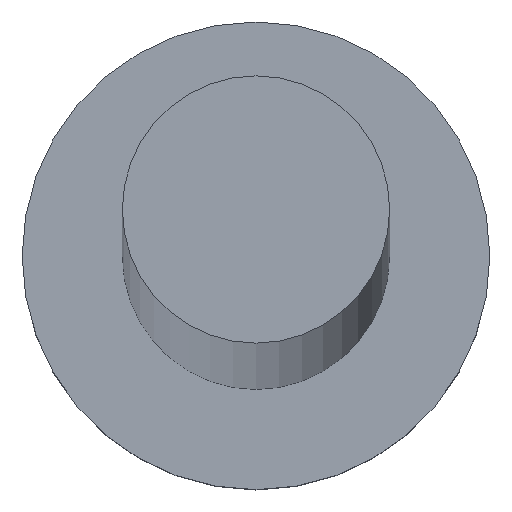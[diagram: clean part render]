
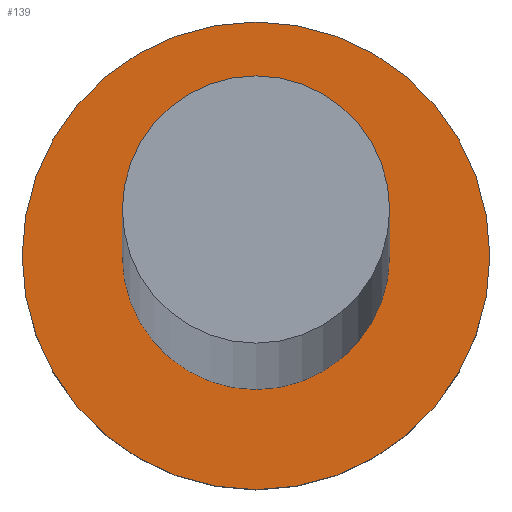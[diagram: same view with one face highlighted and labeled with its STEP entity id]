
A CAD part, top view. The second image highlights one B-rep face of the part: STEP entity #139.
In plain terms, the highlighted planar face has unit normal (0, 0, 1).
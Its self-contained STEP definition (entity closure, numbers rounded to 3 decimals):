
#2 = FACE_OUTER_BOUND ( 'NONE', #172, .T. ) ;
#8 = VERTEX_POINT ( 'NONE', #49 ) ;
#10 = VERTEX_POINT ( 'NONE', #160 ) ;
#23 = CARTESIAN_POINT ( 'NONE',  ( -4., 0., 5. ) ) ;
#25 = DIRECTION ( 'NONE',  ( 1., 0., 0. ) ) ;
#41 = PLANE ( 'NONE',  #159 ) ;
#42 = CARTESIAN_POINT ( 'NONE',  ( 0., 0., 5. ) ) ;
#45 = CIRCLE ( 'NONE', #196, 7. ) ;
#47 = DIRECTION ( 'NONE',  ( 0., 0., 1. ) ) ;
#49 = CARTESIAN_POINT ( 'NONE',  ( 4., 0., 5. ) ) ;
#50 = CARTESIAN_POINT ( 'NONE',  ( 7., 0., 5. ) ) ;
#59 = DIRECTION ( 'NONE',  ( 1., 0., 0. ) ) ;
#61 = AXIS2_PLACEMENT_3D ( 'NONE', #133, #47, #25 ) ;
#62 = FACE_BOUND ( 'NONE', #208, .T. ) ;
#73 = EDGE_CURVE ( 'NONE', #212, #10, #45, .T. ) ;
#87 = ORIENTED_EDGE ( 'NONE', *, *, #122, .F. ) ;
#89 = CIRCLE ( 'NONE', #167, 7. ) ;
#104 = EDGE_CURVE ( 'NONE', #10, #212, #89, .T. ) ;
#110 = ORIENTED_EDGE ( 'NONE', *, *, #73, .T. ) ;
#112 = ORIENTED_EDGE ( 'NONE', *, *, #241, .F. ) ;
#122 = EDGE_CURVE ( 'NONE', #225, #8, #230, .T. ) ;
#123 = CARTESIAN_POINT ( 'NONE',  ( 0., 0., 5. ) ) ;
#125 = DIRECTION ( 'NONE',  ( 0., 0., 1. ) ) ;
#126 = AXIS2_PLACEMENT_3D ( 'NONE', #123, #144, #59 ) ;
#127 = DIRECTION ( 'NONE',  ( 1., 0., 0. ) ) ;
#133 = CARTESIAN_POINT ( 'NONE',  ( 0., 0., 5. ) ) ;
#139 = ADVANCED_FACE ( 'NONE', ( #62, #2 ), #41, .T. ) ;
#143 = CARTESIAN_POINT ( 'NONE',  ( 0., 0., 5. ) ) ;
#144 = DIRECTION ( 'NONE',  ( 0., 0., 1. ) ) ;
#146 = DIRECTION ( 'NONE',  ( 1., 0., 0. ) ) ;
#159 = AXIS2_PLACEMENT_3D ( 'NONE', #42, #201, #127 ) ;
#160 = CARTESIAN_POINT ( 'NONE',  ( -7., 0., 5. ) ) ;
#161 = DIRECTION ( 'NONE',  ( 1., 0., 0. ) ) ;
#167 = AXIS2_PLACEMENT_3D ( 'NONE', #202, #184, #161 ) ;
#172 = EDGE_LOOP ( 'NONE', ( #244, #110 ) ) ;
#184 = DIRECTION ( 'NONE',  ( 0., 0., 1. ) ) ;
#196 = AXIS2_PLACEMENT_3D ( 'NONE', #143, #125, #146 ) ;
#201 = DIRECTION ( 'NONE',  ( 0., 0., 1. ) ) ;
#202 = CARTESIAN_POINT ( 'NONE',  ( 0., 0., 5. ) ) ;
#208 = EDGE_LOOP ( 'NONE', ( #87, #112 ) ) ;
#212 = VERTEX_POINT ( 'NONE', #50 ) ;
#225 = VERTEX_POINT ( 'NONE', #23 ) ;
#230 = CIRCLE ( 'NONE', #126, 4. ) ;
#232 = CIRCLE ( 'NONE', #61, 4. ) ;
#241 = EDGE_CURVE ( 'NONE', #8, #225, #232, .T. ) ;
#244 = ORIENTED_EDGE ( 'NONE', *, *, #104, .T. ) ;
